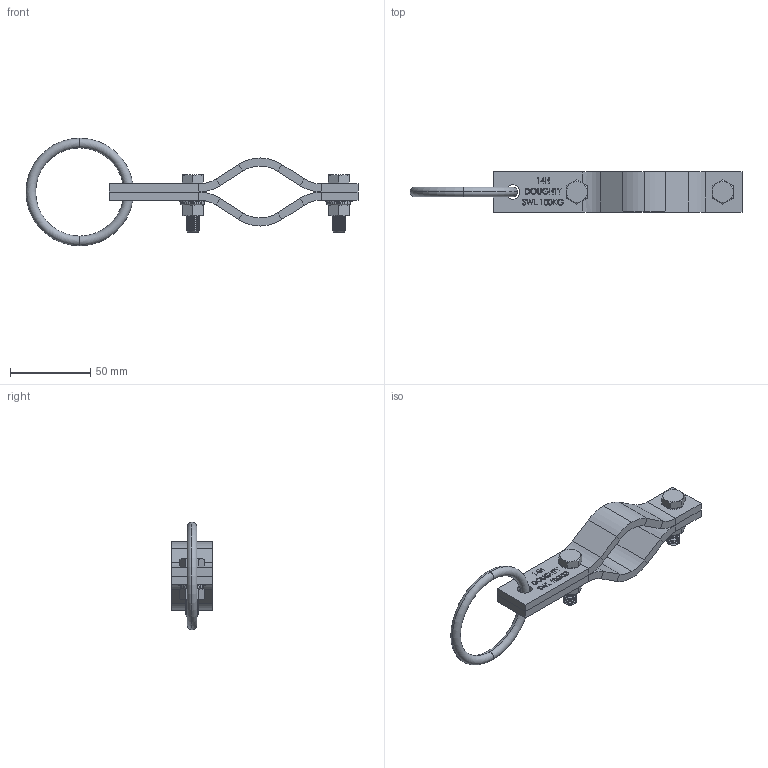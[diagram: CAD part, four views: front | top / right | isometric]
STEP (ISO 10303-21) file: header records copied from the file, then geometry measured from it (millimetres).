
FILE_DESCRIPTION (( 'STEP AP203' ), '1' );
FILE_NAME ('T32002.STEP', '2018-07-20T11:24:08', ( '' ), ( '' ), 'SwSTEP 2.0', 'SolidWorks 2016', '' );
FILE_SCHEMA (( 'CONFIG_CONTROL_DESIGN' ));
Length unit declared in the file: millimetre
Products named in the file (7): B Washer_Bright washer BS 4320 - M8 (Form B); TH1629; Hex Screw GradeC_Doughty Fastners_ISO 4018 - M8 x 30-WS; Single Coil Rectangular Section Spring Washer_Doughty Fastners_Rectangular section spring washer BS 4464 - 8 (Type B); TH2807; T32002; Hex Nut Style 1 GradeAB_Doughty Fastners_Hexagon Nut ISO - 4032 - M8 - D - S
Assembly tree (11 placements, depth 2):
  T32002
    TH2807  x2
    Hex Screw GradeC_Doughty Fastners_ISO 4018 - M8 x 30-WS  x2
    B Washer_Bright washer BS 4320 - M8 (Form B)  x2
    Single Coil Rectangular Section Spring Washer_Doughty Fastners_Rectangular section spring washer BS 4464 - 8 (Type B)  x2
    Hex Nut Style 1 GradeAB_Doughty Fastners_Hexagon Nut ISO - 4032 - M8 - D - S  x2
    TH1629
Bounding box: 207 x 25 x 67 mm (x, y, z)
Volume: 50722.5 mm3; surface area: 30081 mm2
Topology: 11 solids, 11 shells, 998 faces, 2516 edges, 1584 vertices
Faces by surface type: plane 390, cone 280, cylinder 168, bspline 146, torus 14
Entity records: 20770 total; most frequent: CARTESIAN_POINT 8127, ORIENTED_EDGE 2530, DIRECTION 2323, EDGE_CURVE 1265, AXIS2_PLACEMENT_3D 808, VERTEX_POINT 796, LINE 707, VECTOR 707
